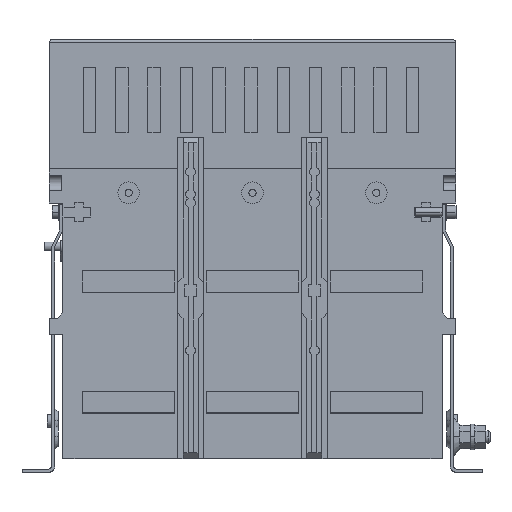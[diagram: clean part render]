
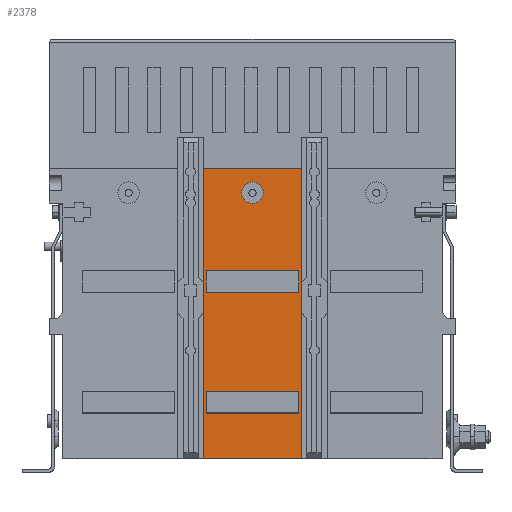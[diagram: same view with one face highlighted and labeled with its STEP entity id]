
A CAD part, top view. The second image highlights one B-rep face of the part: STEP entity #2378.
In plain terms, the highlighted planar face has unit normal (0, 0, 1).
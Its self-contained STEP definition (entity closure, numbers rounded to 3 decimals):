
#673 = DIRECTION ( 'NONE',  ( 0., 0., 1. ) ) ;
#1046 = CARTESIAN_POINT ( 'NONE',  ( 144.5, 167., 291. ) ) ;
#1162 = AXIS2_PLACEMENT_3D ( 'NONE', #63164, #16912, #37605 ) ;
#1576 = VERTEX_POINT ( 'NONE', #45673 ) ;
#1917 = DIRECTION ( 'NONE',  ( 0., 1., 0. ) ) ;
#1951 = LINE ( 'NONE', #7495, #20037 ) ;
#2378 = ADVANCED_FACE ( 'NONE', ( #31999, #53706, #53386, #16804 ), #48516, .F. ) ;
#4018 = VERTEX_POINT ( 'NONE', #8311 ) ;
#6584 = ORIENTED_EDGE ( 'NONE', *, *, #49387, .F. ) ;
#6786 = LINE ( 'NONE', #39143, #15886 ) ;
#7495 = CARTESIAN_POINT ( 'NONE',  ( 144.5, 75., 291. ) ) ;
#8311 = CARTESIAN_POINT ( 'NONE',  ( 144.5, 75., 291. ) ) ;
#9065 = CARTESIAN_POINT ( 'NONE',  ( 144.5, 55., 291. ) ) ;
#10948 = CARTESIAN_POINT ( 'NONE',  ( 144.5, 75., 291. ) ) ;
#11994 = CARTESIAN_POINT ( 'NONE',  ( 233., 0., 291. ) ) ;
#12213 = VECTOR ( 'NONE', #50354, 1000. ) ;
#12646 = VECTOR ( 'NONE', #27685, 1000. ) ;
#12748 = EDGE_CURVE ( 'NONE', #65558, #4018, #37139, .T. ) ;
#12951 = ORIENTED_EDGE ( 'NONE', *, *, #34874, .F. ) ;
#13747 = LINE ( 'NONE', #46452, #32028 ) ;
#14335 = VECTOR ( 'NONE', #44456, 1000. ) ;
#14844 = LINE ( 'NONE', #35876, #12213 ) ;
#15601 = ORIENTED_EDGE ( 'NONE', *, *, #56824, .F. ) ;
#15886 = VECTOR ( 'NONE', #1917, 1000. ) ;
#15999 = ORIENTED_EDGE ( 'NONE', *, *, #26089, .F. ) ;
#16618 = CARTESIAN_POINT ( 'NONE',  ( 233., 13., 291. ) ) ;
#16804 = FACE_BOUND ( 'NONE', #67650, .T. ) ;
#16912 = DIRECTION ( 'NONE',  ( 0., 0., 1. ) ) ;
#17066 = VERTEX_POINT ( 'NONE', #16618 ) ;
#18321 = VERTEX_POINT ( 'NONE', #28587 ) ;
#20037 = VECTOR ( 'NONE', #28180, 1000. ) ;
#20394 = DIRECTION ( 'NONE',  ( 0., 1., 0. ) ) ;
#20758 = EDGE_CURVE ( 'NONE', #63121, #38848, #67280, .T. ) ;
#21781 = EDGE_CURVE ( 'NONE', #66815, #18321, #35583, .T. ) ;
#23413 = ORIENTED_EDGE ( 'NONE', *, *, #12748, .F. ) ;
#23809 = EDGE_CURVE ( 'NONE', #50441, #48113, #6786, .T. ) ;
#23818 = ORIENTED_EDGE ( 'NONE', *, *, #60041, .F. ) ;
#24195 = ORIENTED_EDGE ( 'NONE', *, *, #31379, .F. ) ;
#24272 = AXIS2_PLACEMENT_3D ( 'NONE', #43696, #673, #53411 ) ;
#24684 = EDGE_CURVE ( 'NONE', #38848, #63185, #13747, .T. ) ;
#24805 = DIRECTION ( 'NONE',  ( 0., 1., 0. ) ) ;
#26089 = EDGE_CURVE ( 'NONE', #1576, #50441, #49274, .T. ) ;
#26322 = DIRECTION ( 'NONE',  ( 0., -1., 0. ) ) ;
#26563 = VECTOR ( 'NONE', #29516, 1000. ) ;
#27685 = DIRECTION ( 'NONE',  ( -1., 0., 0. ) ) ;
#28180 = DIRECTION ( 'NONE',  ( 0., -1., 0. ) ) ;
#28361 = CARTESIAN_POINT ( 'NONE',  ( 363.5, 13., 291. ) ) ;
#28587 = CARTESIAN_POINT ( 'NONE',  ( 230.5, 55., 291. ) ) ;
#28861 = VECTOR ( 'NONE', #33009, 1000. ) ;
#29516 = DIRECTION ( 'NONE',  ( -1., 0., 0. ) ) ;
#29794 = CARTESIAN_POINT ( 'NONE',  ( 197.5, 259.5, 291. ) ) ;
#30092 = DIRECTION ( 'NONE',  ( 1., 0., 0. ) ) ;
#31057 = ORIENTED_EDGE ( 'NONE', *, *, #55687, .F. ) ;
#31379 = EDGE_CURVE ( 'NONE', #52939, #41810, #66113, .T. ) ;
#31999 = FACE_BOUND ( 'NONE', #53158, .T. ) ;
#32028 = VECTOR ( 'NONE', #41285, 1000. ) ;
#32572 = VECTOR ( 'NONE', #20394, 1000. ) ;
#32849 = LINE ( 'NONE', #28361, #12646 ) ;
#33009 = DIRECTION ( 'NONE',  ( 0., -1., 0. ) ) ;
#34874 = EDGE_CURVE ( 'NONE', #4018, #66815, #1951, .T. ) ;
#35479 = CARTESIAN_POINT ( 'NONE',  ( 230.5, 75., 291. ) ) ;
#35583 = LINE ( 'NONE', #9065, #59068 ) ;
#35876 = CARTESIAN_POINT ( 'NONE',  ( 144.5, 187., 291. ) ) ;
#37139 = LINE ( 'NONE', #10948, #26563 ) ;
#37605 = DIRECTION ( 'NONE',  ( -1., 0., 0. ) ) ;
#38500 = DIRECTION ( 'NONE',  ( 0., 0., -1. ) ) ;
#38848 = VERTEX_POINT ( 'NONE', #61658 ) ;
#39143 = CARTESIAN_POINT ( 'NONE',  ( 230.5, 187., 291. ) ) ;
#39773 = ORIENTED_EDGE ( 'NONE', *, *, #43771, .F. ) ;
#40807 = EDGE_CURVE ( 'NONE', #17066, #63121, #32849, .T. ) ;
#40852 = EDGE_LOOP ( 'NONE', ( #24195, #15601 ) ) ;
#40970 = LINE ( 'NONE', #35479, #58115 ) ;
#41285 = DIRECTION ( 'NONE',  ( 1., 0., 0. ) ) ;
#41810 = VERTEX_POINT ( 'NONE', #29794 ) ;
#42817 = CARTESIAN_POINT ( 'NONE',  ( 144.5, 187., 291. ) ) ;
#43696 = CARTESIAN_POINT ( 'NONE',  ( 187.5, 259.5, 291. ) ) ;
#43771 = EDGE_CURVE ( 'NONE', #18321, #65558, #40970, .T. ) ;
#44456 = DIRECTION ( 'NONE',  ( 1., 0., 0. ) ) ;
#45673 = CARTESIAN_POINT ( 'NONE',  ( 144.5, 167., 291. ) ) ;
#46201 = ORIENTED_EDGE ( 'NONE', *, *, #23809, .F. ) ;
#46452 = CARTESIAN_POINT ( 'NONE',  ( -244.477, 282., 291. ) ) ;
#46926 = CARTESIAN_POINT ( 'NONE',  ( 142., 311., 291. ) ) ;
#48113 = VERTEX_POINT ( 'NONE', #55630 ) ;
#48516 = PLANE ( 'NONE',  #51039 ) ;
#49274 = LINE ( 'NONE', #1046, #14335 ) ;
#49387 = EDGE_CURVE ( 'NONE', #48113, #59161, #14844, .T. ) ;
#50354 = DIRECTION ( 'NONE',  ( -1., 0., 0. ) ) ;
#50441 = VERTEX_POINT ( 'NONE', #57028 ) ;
#50691 = ORIENTED_EDGE ( 'NONE', *, *, #20758, .F. ) ;
#51039 = AXIS2_PLACEMENT_3D ( 'NONE', #64412, #38500, #54395 ) ;
#52139 = CARTESIAN_POINT ( 'NONE',  ( 142., 13., 291. ) ) ;
#52505 = ORIENTED_EDGE ( 'NONE', *, *, #40807, .F. ) ;
#52939 = VERTEX_POINT ( 'NONE', #57501 ) ;
#53158 = EDGE_LOOP ( 'NONE', ( #31057, #6584, #46201, #15999 ) ) ;
#53386 = FACE_OUTER_BOUND ( 'NONE', #65482, .T. ) ;
#53411 = DIRECTION ( 'NONE',  ( -1., 0., 0. ) ) ;
#53706 = FACE_BOUND ( 'NONE', #40852, .T. ) ;
#53826 = VECTOR ( 'NONE', #26322, 1000. ) ;
#54395 = DIRECTION ( 'NONE',  ( -1., 0., 0. ) ) ;
#54399 = LINE ( 'NONE', #11994, #28861 ) ;
#55630 = CARTESIAN_POINT ( 'NONE',  ( 230.5, 187., 291. ) ) ;
#55687 = EDGE_CURVE ( 'NONE', #59161, #1576, #62874, .T. ) ;
#56681 = CARTESIAN_POINT ( 'NONE',  ( 233., 282., 291. ) ) ;
#56732 = CARTESIAN_POINT ( 'NONE',  ( 144.5, 187., 291. ) ) ;
#56824 = EDGE_CURVE ( 'NONE', #41810, #52939, #62786, .T. ) ;
#57028 = CARTESIAN_POINT ( 'NONE',  ( 230.5, 167., 291. ) ) ;
#57501 = CARTESIAN_POINT ( 'NONE',  ( 177.5, 259.5, 291. ) ) ;
#58115 = VECTOR ( 'NONE', #24805, 1000. ) ;
#58498 = CARTESIAN_POINT ( 'NONE',  ( 144.5, 55., 291. ) ) ;
#59068 = VECTOR ( 'NONE', #30092, 1000. ) ;
#59118 = CARTESIAN_POINT ( 'NONE',  ( 230.5, 75., 291. ) ) ;
#59161 = VERTEX_POINT ( 'NONE', #56732 ) ;
#60041 = EDGE_CURVE ( 'NONE', #63185, #17066, #54399, .T. ) ;
#61658 = CARTESIAN_POINT ( 'NONE',  ( 142., 282., 291. ) ) ;
#62786 = CIRCLE ( 'NONE', #1162, 10. ) ;
#62874 = LINE ( 'NONE', #42817, #53826 ) ;
#63121 = VERTEX_POINT ( 'NONE', #52139 ) ;
#63164 = CARTESIAN_POINT ( 'NONE',  ( 187.5, 259.5, 291. ) ) ;
#63185 = VERTEX_POINT ( 'NONE', #56681 ) ;
#64412 = CARTESIAN_POINT ( 'NONE',  ( 0., 0., 291. ) ) ;
#65482 = EDGE_LOOP ( 'NONE', ( #23818, #68195, #50691, #52505 ) ) ;
#65558 = VERTEX_POINT ( 'NONE', #59118 ) ;
#66113 = CIRCLE ( 'NONE', #24272, 10. ) ;
#66815 = VERTEX_POINT ( 'NONE', #58498 ) ;
#67280 = LINE ( 'NONE', #46926, #32572 ) ;
#67611 = ORIENTED_EDGE ( 'NONE', *, *, #21781, .F. ) ;
#67650 = EDGE_LOOP ( 'NONE', ( #12951, #23413, #39773, #67611 ) ) ;
#68195 = ORIENTED_EDGE ( 'NONE', *, *, #24684, .F. ) ;
